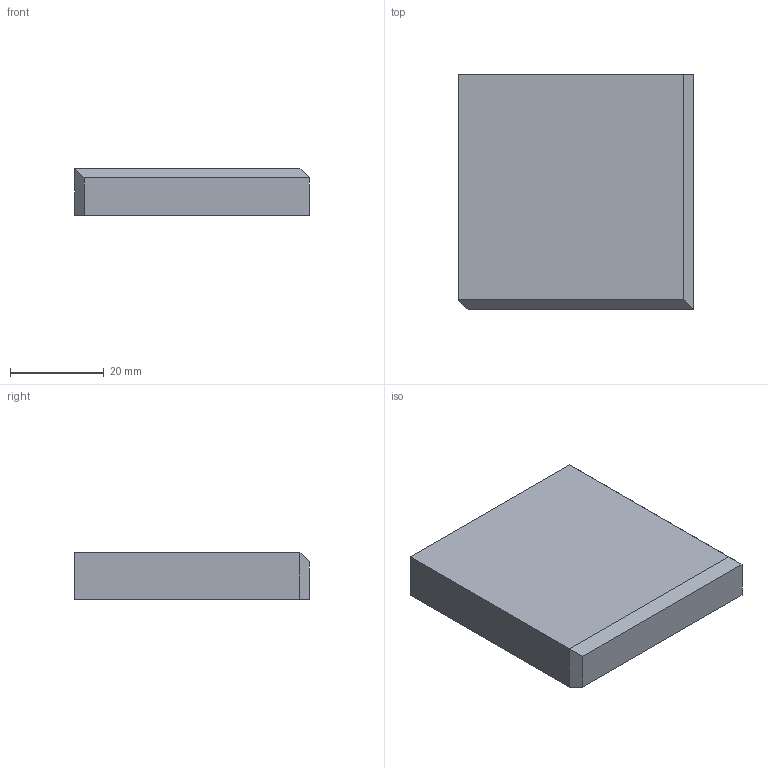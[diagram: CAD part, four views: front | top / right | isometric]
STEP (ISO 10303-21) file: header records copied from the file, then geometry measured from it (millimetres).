
FILE_DESCRIPTION(('FreeCAD Model'),'2;1');
FILE_NAME('Chamfer_0.step', '2019-04-02T16:25:37',('Author'),(''), 'Open CASCADE STEP processor 7.3','FreeCAD','Unknown');
FILE_SCHEMA(('AUTOMOTIVE_DESIGN { 1 0 10303 214 1 1 1 1 }'));
Length unit declared in the file: millimetre
Products named in the file (1): Chamfer_0
Bounding box: 50 x 50 x 10 mm (x, y, z)
Volume: 24785.3 mm3; surface area: 6863.8 mm2
Topology: 1 solids, 1 shells, 9 faces, 19 edges, 12 vertices
Faces by surface type: plane 9
Entity records: 505 total; most frequent: CARTESIAN_POINT 79, DIRECTION 77, LINE 57, VECTOR 57, ORIENTED_EDGE 38, PCURVE 38, DEFINITIONAL_REPRESENTATION 38, EDGE_CURVE 19
